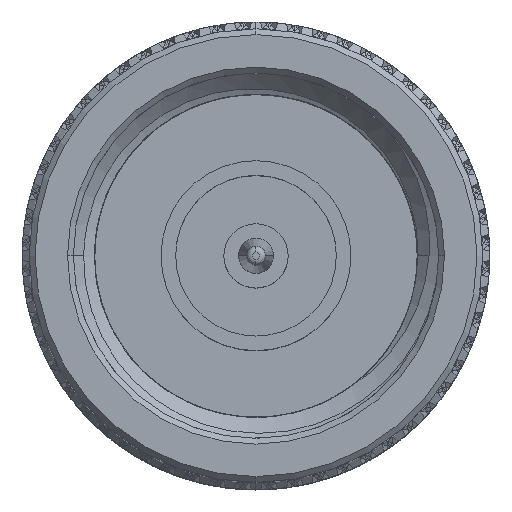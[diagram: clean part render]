
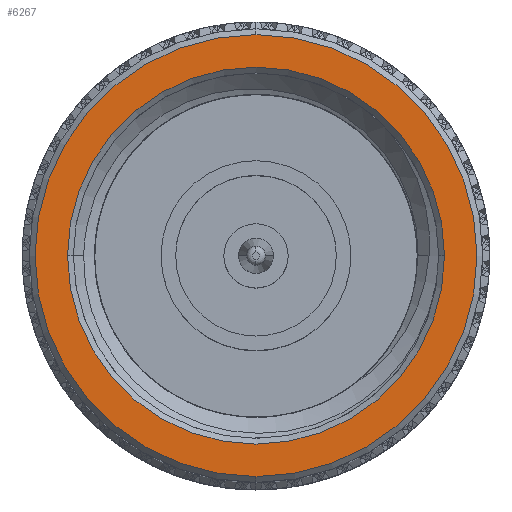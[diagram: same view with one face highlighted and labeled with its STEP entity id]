
A CAD part, top view. The second image highlights one B-rep face of the part: STEP entity #6267.
In plain terms, the highlighted face is planar.
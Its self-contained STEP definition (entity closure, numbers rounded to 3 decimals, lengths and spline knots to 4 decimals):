
#301 = CARTESIAN_POINT ( 'NONE',  ( 0., 0.3781, 0. ) ) ;
#2634 = CARTESIAN_POINT ( 'NONE',  ( 0., 0., 0. ) ) ;
#6267 = ADVANCED_FACE ( 'NONE', ( #17220, #147652 ), #28245, .T. ) ;
#12063 = EDGE_CURVE ( 'NONE', #120460, #17103, #150757, .T. ) ;
#17103 = VERTEX_POINT ( 'NONE', #121466 ) ;
#17220 = FACE_BOUND ( 'NONE', #64085, .T. ) ;
#28245 = PLANE ( 'NONE',  #105470 ) ;
#29170 = CIRCLE ( 'NONE', #132257, 0.3781 ) ;
#30294 = AXIS2_PLACEMENT_3D ( 'NONE', #68606, #106630, #119531 ) ;
#30389 = CARTESIAN_POINT ( 'NONE',  ( 0., 0.3881, 0. ) ) ;
#32166 = EDGE_LOOP ( 'NONE', ( #91647, #88212 ) ) ;
#35606 = DIRECTION ( 'NONE',  ( 1., 0., 0. ) ) ;
#48423 = DIRECTION ( 'NONE',  ( 0., -1., 0. ) ) ;
#53594 = ORIENTED_EDGE ( 'NONE', *, *, #12063, .T. ) ;
#54514 = DIRECTION ( 'NONE',  ( 0., -1., 0. ) ) ;
#63622 = CIRCLE ( 'NONE', #30294, 0.3225 ) ;
#64085 = EDGE_LOOP ( 'NONE', ( #53594, #154258 ) ) ;
#65428 = AXIS2_PLACEMENT_3D ( 'NONE', #121831, #35606, #48423 ) ;
#68606 = CARTESIAN_POINT ( 'NONE',  ( 0., 0., 0. ) ) ;
#75497 = DIRECTION ( 'NONE',  ( 0., -1., 0. ) ) ;
#76342 = CARTESIAN_POINT ( 'NONE',  ( 0., 0., 0. ) ) ;
#82428 = VERTEX_POINT ( 'NONE', #301 ) ;
#83866 = AXIS2_PLACEMENT_3D ( 'NONE', #2634, #88416, #75497 ) ;
#88212 = ORIENTED_EDGE ( 'NONE', *, *, #103125, .T. ) ;
#88416 = DIRECTION ( 'NONE',  ( -1., 0., 0. ) ) ;
#89837 = VERTEX_POINT ( 'NONE', #95544 ) ;
#91647 = ORIENTED_EDGE ( 'NONE', *, *, #109485, .T. ) ;
#95544 = CARTESIAN_POINT ( 'NONE',  ( 0., -0.3781, 0. ) ) ;
#97623 = EDGE_CURVE ( 'NONE', #17103, #120460, #63622, .T. ) ;
#103125 = EDGE_CURVE ( 'NONE', #89837, #82428, #152883, .T. ) ;
#105470 = AXIS2_PLACEMENT_3D ( 'NONE', #30389, #127919, #54514 ) ;
#106630 = DIRECTION ( 'NONE',  ( 1., 0., 0. ) ) ;
#109485 = EDGE_CURVE ( 'NONE', #82428, #89837, #29170, .T. ) ;
#119531 = DIRECTION ( 'NONE',  ( 0., -1., 0. ) ) ;
#120460 = VERTEX_POINT ( 'NONE', #134813 ) ;
#121466 = CARTESIAN_POINT ( 'NONE',  ( 0., 0., -0.3225 ) ) ;
#121831 = CARTESIAN_POINT ( 'NONE',  ( 0., 0., 0. ) ) ;
#127919 = DIRECTION ( 'NONE',  ( -1., 0., 0. ) ) ;
#132257 = AXIS2_PLACEMENT_3D ( 'NONE', #76342, #136418, #150851 ) ;
#134813 = CARTESIAN_POINT ( 'NONE',  ( 0., 0., 0.3225 ) ) ;
#136418 = DIRECTION ( 'NONE',  ( -1., 0., 0. ) ) ;
#147652 = FACE_OUTER_BOUND ( 'NONE', #32166, .T. ) ;
#150757 = CIRCLE ( 'NONE', #65428, 0.3225 ) ;
#150851 = DIRECTION ( 'NONE',  ( 0., -1., 0. ) ) ;
#152883 = CIRCLE ( 'NONE', #83866, 0.3781 ) ;
#154258 = ORIENTED_EDGE ( 'NONE', *, *, #97623, .T. ) ;
